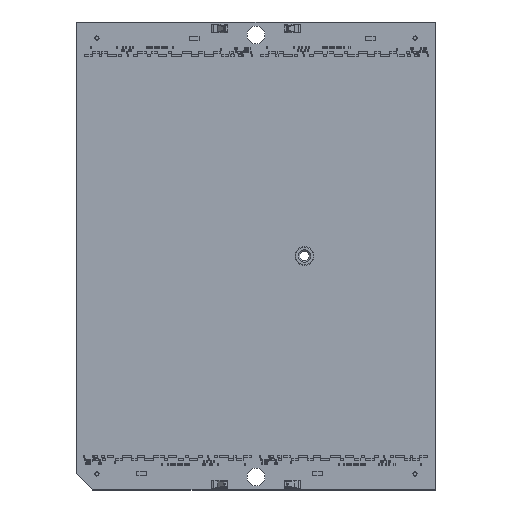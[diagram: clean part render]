
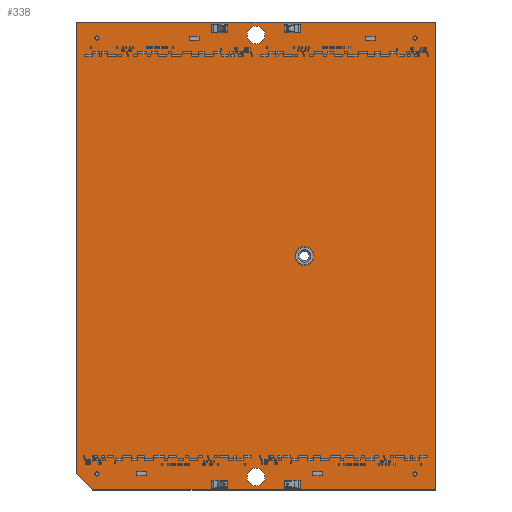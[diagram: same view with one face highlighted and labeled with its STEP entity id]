
A CAD part, top view. The second image highlights one B-rep face of the part: STEP entity #338.
In plain terms, the highlighted planar face has unit normal (0, 0, 1).
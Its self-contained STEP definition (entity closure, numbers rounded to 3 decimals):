
#89 = VERTEX_POINT('',#90);
#90 = CARTESIAN_POINT('',(2.,-57.5,0.));
#107 = VERTEX_POINT('',#108);
#108 = CARTESIAN_POINT('',(0.,-55.5,0.));
#114 = EDGE_CURVE('',#89,#107,#115,.T.);
#115 = LINE('',#116,#117);
#116 = CARTESIAN_POINT('',(2.,-57.5,0.));
#117 = VECTOR('',#118,1.);
#118 = DIRECTION('',(-0.707,0.707,0.));
#138 = VERTEX_POINT('',#139);
#139 = CARTESIAN_POINT('',(44.1,-57.5,0.));
#145 = EDGE_CURVE('',#89,#138,#146,.T.);
#146 = LINE('',#147,#148);
#147 = CARTESIAN_POINT('',(2.,-57.5,0.));
#148 = VECTOR('',#149,1.);
#149 = DIRECTION('',(1.,0.,0.));
#160 = VERTEX_POINT('',#161);
#161 = CARTESIAN_POINT('',(0.,0.,0.));
#176 = EDGE_CURVE('',#160,#107,#177,.T.);
#177 = LINE('',#178,#179);
#178 = CARTESIAN_POINT('',(0.,0.,0.));
#179 = VECTOR('',#180,1.);
#180 = DIRECTION('',(0.,-1.,0.));
#191 = VERTEX_POINT('',#192);
#192 = CARTESIAN_POINT('',(44.1,0.,0.));
#207 = EDGE_CURVE('',#191,#138,#208,.T.);
#208 = LINE('',#209,#210);
#209 = CARTESIAN_POINT('',(44.1,0.,0.));
#210 = VECTOR('',#211,1.);
#211 = DIRECTION('',(0.,-1.,0.));
#229 = EDGE_CURVE('',#160,#191,#230,.T.);
#230 = LINE('',#231,#232);
#231 = CARTESIAN_POINT('',(0.,0.,0.));
#232 = VECTOR('',#233,1.);
#233 = DIRECTION('',(1.,0.,0.));
#244 = VERTEX_POINT('',#245);
#245 = CARTESIAN_POINT('',(23.15,-55.9,0.));
#261 = EDGE_CURVE('',#244,#244,#262,.T.);
#262 = CIRCLE('',#263,1.1);
#263 = AXIS2_PLACEMENT_3D('',#264,#265,#266);
#264 = CARTESIAN_POINT('',(22.05,-55.9,0.));
#265 = DIRECTION('',(0.,0.,1.));
#266 = DIRECTION('',(1.,0.,-0.));
#277 = VERTEX_POINT('',#278);
#278 = CARTESIAN_POINT('',(29.145,-28.75,0.));
#294 = EDGE_CURVE('',#277,#277,#295,.T.);
#295 = CIRCLE('',#296,1.145);
#296 = AXIS2_PLACEMENT_3D('',#297,#298,#299);
#297 = CARTESIAN_POINT('',(28.,-28.75,0.));
#298 = DIRECTION('',(0.,0.,1.));
#299 = DIRECTION('',(1.,0.,-0.));
#310 = VERTEX_POINT('',#311);
#311 = CARTESIAN_POINT('',(23.15,-1.6,0.));
#327 = EDGE_CURVE('',#310,#310,#328,.T.);
#328 = CIRCLE('',#329,1.1);
#329 = AXIS2_PLACEMENT_3D('',#330,#331,#332);
#330 = CARTESIAN_POINT('',(22.05,-1.6,0.));
#331 = DIRECTION('',(0.,0.,1.));
#332 = DIRECTION('',(1.,0.,-0.));
#338 = ADVANCED_FACE('',(#339,#346,#349,#352),#355,.F.);
#339 = FACE_BOUND('',#340,.F.);
#340 = EDGE_LOOP('',(#341,#342,#343,#344,#345));
#341 = ORIENTED_EDGE('',*,*,#114,.T.);
#342 = ORIENTED_EDGE('',*,*,#176,.F.);
#343 = ORIENTED_EDGE('',*,*,#229,.T.);
#344 = ORIENTED_EDGE('',*,*,#207,.T.);
#345 = ORIENTED_EDGE('',*,*,#145,.F.);
#346 = FACE_BOUND('',#347,.F.);
#347 = EDGE_LOOP('',(#348));
#348 = ORIENTED_EDGE('',*,*,#261,.T.);
#349 = FACE_BOUND('',#350,.F.);
#350 = EDGE_LOOP('',(#351));
#351 = ORIENTED_EDGE('',*,*,#294,.T.);
#352 = FACE_BOUND('',#353,.F.);
#353 = EDGE_LOOP('',(#354));
#354 = ORIENTED_EDGE('',*,*,#327,.T.);
#355 = PLANE('',#356);
#356 = AXIS2_PLACEMENT_3D('',#357,#358,#359);
#357 = CARTESIAN_POINT('',(22.182,-28.579,0.));
#358 = DIRECTION('',(-0.,-0.,-1.));
#359 = DIRECTION('',(-1.,0.,0.));
